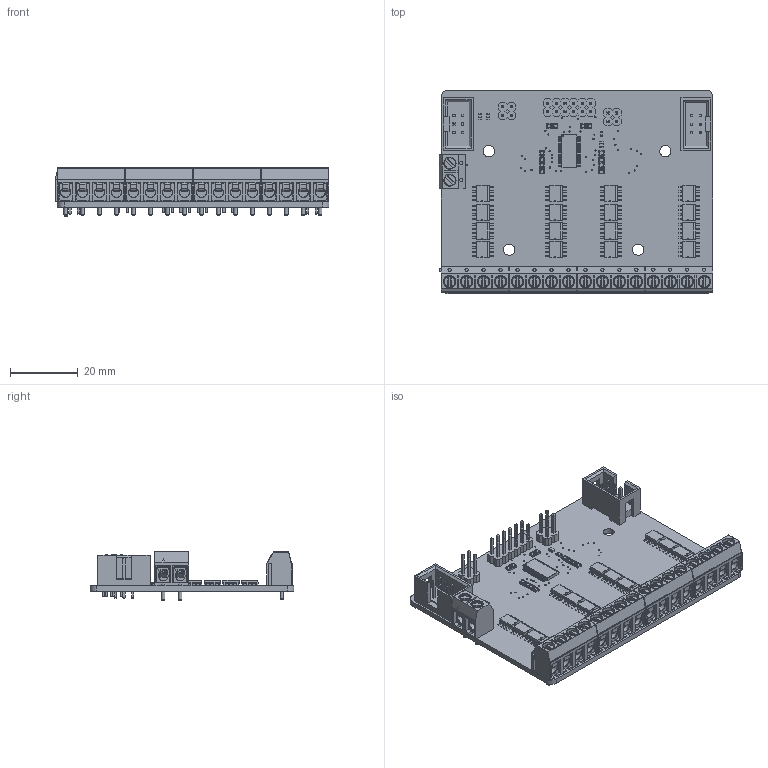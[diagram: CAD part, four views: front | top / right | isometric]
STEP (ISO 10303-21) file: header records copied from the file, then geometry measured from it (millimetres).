
FILE_DESCRIPTION(/* description */ (''),/* implementation_level */ '2;1');
FILE_NAME(/* name */ 'PWM LED Controller.step',/* time_stamp */ '2021-08-06T20:40:49-04:00',/* author */ (''),/* organization */ (''),/* preprocessor_version */ 'ST-DEVELOPER v18.1',/* originating_system */ 'Autodesk Translation Framework v10.9.0.1377',/* authorisation */ '');
FILE_SCHEMA (('AUTOMOTIVE_DESIGN { 1 0 10303 214 3 1 1 }'));
Products named in the file (16): PWM LED Controller; Board; Packages; SCREWTERMINAL-4P-5MM; SOP65P640X110-28N; 0603-ARC; 2X3-SHROUDED; LOGOMED; SCREWTERMINAL-5MM-2; SM4838NSK; User Library-sop8_model_sop8_body; User Library-sop8_model_pin5to8_sop8; 2X02; 2X06; C0603; R0603
Assembly tree (49 placements, depth 4):
  PWM LED Controller
    Board
    Packages
      SCREWTERMINAL-4P-5MM  x4
      SOP65P640X110-28N
      0603-ARC  x6
      2X3-SHROUDED  x2
      LOGOMED
      SCREWTERMINAL-5MM-2
      SM4838NSK  x16
        User Library-sop8_model_pin5to8_sop8
        User Library-sop8_model_sop8_body
      2X02  x2
      2X06
      C0603
      R0603  x3
Bounding box: 80.63 x 60 x 14.3 mm (x, y, z)
Volume: 14370.2 mm3; surface area: 24499 mm2
Topology: 166 solids, 166 shells, 6883 faces, 17252 edges, 10920 vertices
Faces by surface type: plane 4839, cylinder 1508, bspline 254, sphere 144, torus 136, cone 2
Full cylindrical faces by diameter (mm): 0.3 x1, 0.35 x91, 1 x36, 1.016 x32, 1.3 x18, 1.5 x34, 2.8 x16, 2.9 x2, 3.3 x20, 3.5 x16, 3.6 x4
Entity records: 61090 total; most frequent: CARTESIAN_POINT 13225, ORIENTED_EDGE 9432, DIRECTION 9338, EDGE_CURVE 4716, LINE 3600, VECTOR 3600, VERTEX_POINT 2996, AXIS2_PLACEMENT_3D 2869
